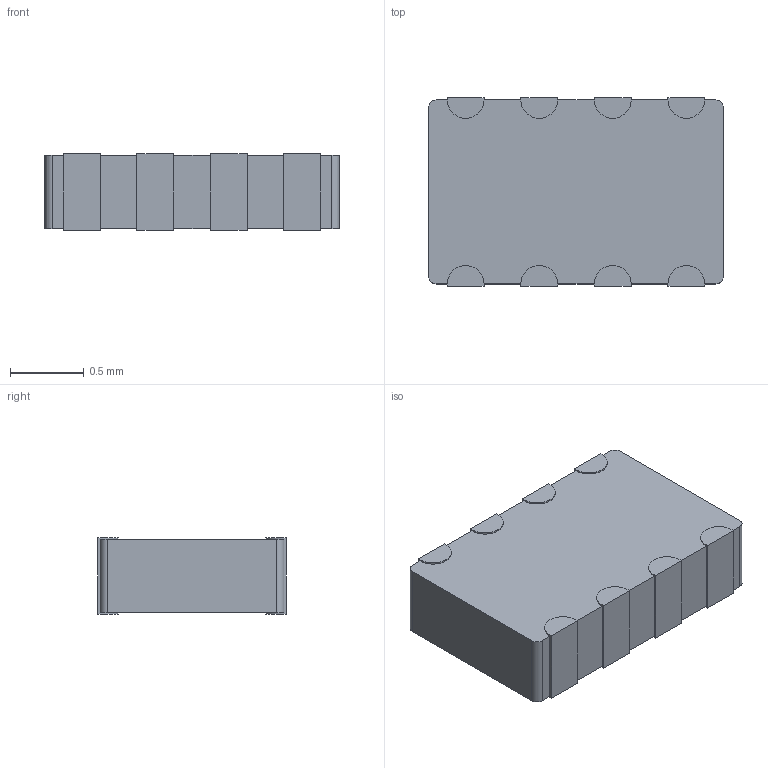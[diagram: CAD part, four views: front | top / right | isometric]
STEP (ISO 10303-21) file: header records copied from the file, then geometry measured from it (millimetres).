
FILE_DESCRIPTION (( 'STEP AP214' ), '1' );
FILE_NAME ('User Library-lla215.STEP', '2010-11-06T07:56:43', ( 'sysAdmin' ), ( 'SolidWorks' ), 'SwSTEP 2.0', 'SolidWorks 2011', '' );
FILE_SCHEMA (( 'AUTOMOTIVE_DESIGN' ));
Length unit declared in the file: millimetre
Products named in the file (1): User Library-lla215
Bounding box: 2 x 1.28 x 0.52 mm (x, y, z)
Volume: 1.3 mm3; surface area: 8.5 mm2
Topology: 1 solids, 1 shells, 74 faces, 184 edges, 112 vertices
Faces by surface type: plane 54, cylinder 20
Entity records: 3000 total; most frequent: DIRECTION 374, CARTESIAN_POINT 371, ORIENTED_EDGE 368, EDGE_CURVE 184, LINE 144, VECTOR 144, AXIS2_PLACEMENT_3D 115, VERTEX_POINT 112
